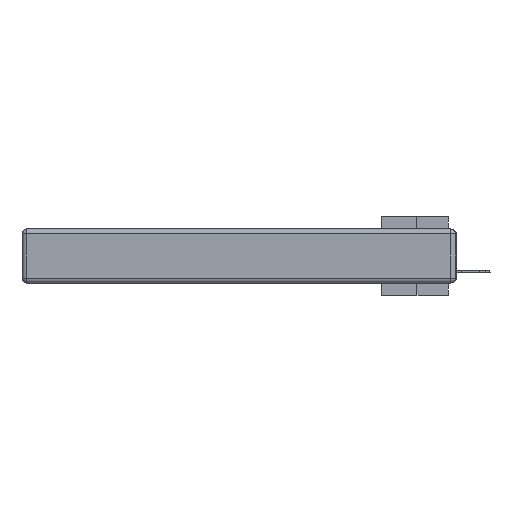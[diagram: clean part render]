
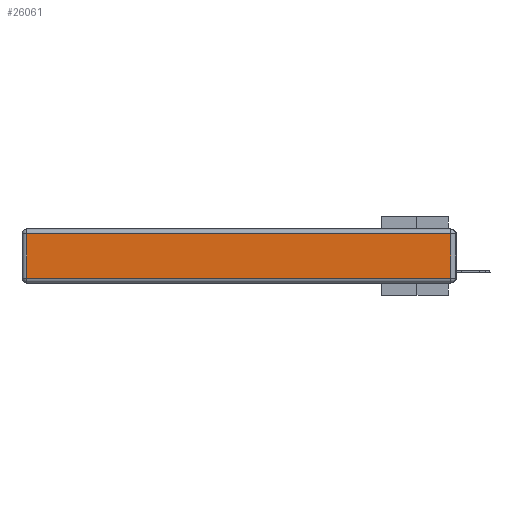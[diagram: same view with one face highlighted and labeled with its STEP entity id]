
A CAD part, left-side view. The second image highlights one B-rep face of the part: STEP entity #26061.
In plain terms, the highlighted planar face has unit normal (-1, 0, 0).
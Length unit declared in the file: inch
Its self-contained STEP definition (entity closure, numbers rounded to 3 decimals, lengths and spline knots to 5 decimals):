
#162 = LINE ( 'NONE', #18913, #11867 ) ;
#507 = DIRECTION ( 'NONE',  ( -1., 0., 0. ) ) ;
#1126 = LINE ( 'NONE', #3565, #2911 ) ;
#2704 = DIRECTION ( 'NONE',  ( 0., 0., 1. ) ) ;
#2911 = VECTOR ( 'NONE', #13133, 39.37008 ) ;
#3565 = CARTESIAN_POINT ( 'NONE',  ( 0., 2.75, -0.03 ) ) ;
#4206 = VERTEX_POINT ( 'NONE', #5600 ) ;
#5600 = CARTESIAN_POINT ( 'NONE',  ( 0., 2.72, -0.03 ) ) ;
#8005 = EDGE_LOOP ( 'NONE', ( #39866, #23975, #23487, #26609 ) ) ;
#8247 = VECTOR ( 'NONE', #29790, 39.37008 ) ;
#8408 = CARTESIAN_POINT ( 'NONE',  ( 0., 0., -0.313 ) ) ;
#9568 = EDGE_CURVE ( 'NONE', #10236, #4206, #1126, .T. ) ;
#10236 = VERTEX_POINT ( 'NONE', #21899 ) ;
#11867 = VECTOR ( 'NONE', #12224, 39.37008 ) ;
#12224 = DIRECTION ( 'NONE',  ( 0., 0., -1. ) ) ;
#13133 = DIRECTION ( 'NONE',  ( 0., 1., 0. ) ) ;
#14824 = VECTOR ( 'NONE', #2704, 39.37008 ) ;
#18913 = CARTESIAN_POINT ( 'NONE',  ( 0., 2.72, -0.343 ) ) ;
#21231 = LINE ( 'NONE', #21427, #14824 ) ;
#21427 = CARTESIAN_POINT ( 'NONE',  ( 0., 0.03, -0.343 ) ) ;
#21675 = DIRECTION ( 'NONE',  ( 0., 0., 1. ) ) ;
#21899 = CARTESIAN_POINT ( 'NONE',  ( 0., 0.03, -0.03 ) ) ;
#22516 = EDGE_CURVE ( 'NONE', #4206, #34659, #162, .T. ) ;
#23428 = VERTEX_POINT ( 'NONE', #32464 ) ;
#23487 = ORIENTED_EDGE ( 'NONE', *, *, #9568, .T. ) ;
#23975 = ORIENTED_EDGE ( 'NONE', *, *, #31734, .T. ) ;
#26061 = ADVANCED_FACE ( 'NONE', ( #31257 ), #28390, .T. ) ;
#26587 = EDGE_CURVE ( 'NONE', #34659, #23428, #36130, .T. ) ;
#26609 = ORIENTED_EDGE ( 'NONE', *, *, #22516, .T. ) ;
#27057 = AXIS2_PLACEMENT_3D ( 'NONE', #34948, #507, #21675 ) ;
#28390 = PLANE ( 'NONE',  #27057 ) ;
#29790 = DIRECTION ( 'NONE',  ( 0., -1., 0. ) ) ;
#31257 = FACE_OUTER_BOUND ( 'NONE', #8005, .T. ) ;
#31734 = EDGE_CURVE ( 'NONE', #23428, #10236, #21231, .T. ) ;
#32464 = CARTESIAN_POINT ( 'NONE',  ( 0., 0.03, -0.313 ) ) ;
#34659 = VERTEX_POINT ( 'NONE', #38624 ) ;
#34948 = CARTESIAN_POINT ( 'NONE',  ( 0., 0., -0.343 ) ) ;
#36130 = LINE ( 'NONE', #8408, #8247 ) ;
#38624 = CARTESIAN_POINT ( 'NONE',  ( 0., 2.72, -0.313 ) ) ;
#39866 = ORIENTED_EDGE ( 'NONE', *, *, #26587, .T. ) ;
